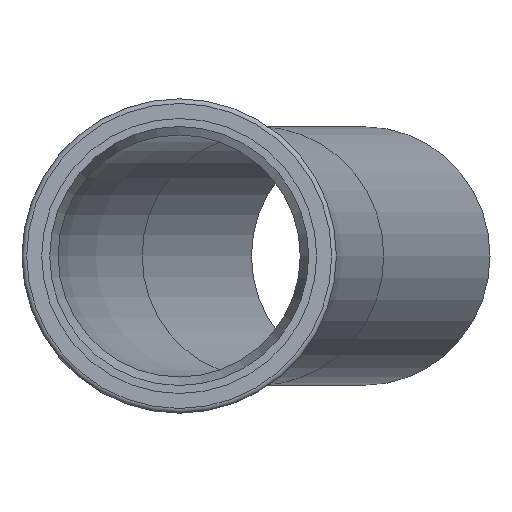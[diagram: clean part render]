
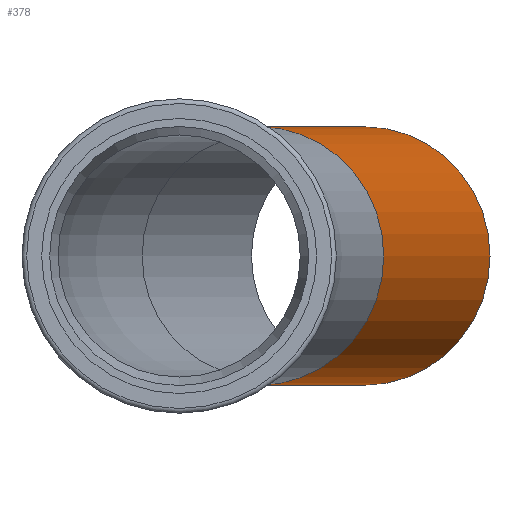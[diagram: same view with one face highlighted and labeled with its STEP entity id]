
A CAD part, left-side view. The second image highlights one B-rep face of the part: STEP entity #378.
In plain terms, the highlighted cylindrical face has radius 55 mm (diameter 110 mm), a full revolution.
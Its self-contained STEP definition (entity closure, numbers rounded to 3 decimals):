
#31=CYLINDRICAL_SURFACE('',#424,55.);
#42=FACE_OUTER_BOUND('',#65,.T.);
#65=EDGE_LOOP('',(#265,#266,#267,#268,#269,#270,#271));
#94=LINE('',#647,#107);
#107=VECTOR('',#500,55.);
#120=CIRCLE('',#422,55.);
#121=CIRCLE('',#423,55.);
#122=CIRCLE('',#425,55.);
#123=CIRCLE('',#426,55.);
#124=CIRCLE('',#427,55.);
#164=VERTEX_POINT('',#640);
#165=VERTEX_POINT('',#642);
#166=VERTEX_POINT('',#646);
#167=VERTEX_POINT('',#648);
#168=VERTEX_POINT('',#650);
#205=EDGE_CURVE('',#164,#165,#120,.T.);
#206=EDGE_CURVE('',#165,#164,#121,.T.);
#207=EDGE_CURVE('',#165,#166,#94,.T.);
#208=EDGE_CURVE('',#166,#167,#122,.T.);
#209=EDGE_CURVE('',#167,#168,#123,.T.);
#210=EDGE_CURVE('',#168,#166,#124,.T.);
#265=ORIENTED_EDGE('',*,*,#205,.F.);
#266=ORIENTED_EDGE('',*,*,#206,.F.);
#267=ORIENTED_EDGE('',*,*,#207,.T.);
#268=ORIENTED_EDGE('',*,*,#208,.T.);
#269=ORIENTED_EDGE('',*,*,#209,.T.);
#270=ORIENTED_EDGE('',*,*,#210,.T.);
#271=ORIENTED_EDGE('',*,*,#207,.F.);
#378=ADVANCED_FACE('',(#42),#31,.T.);
#422=AXIS2_PLACEMENT_3D('',#643,#494,#495);
#423=AXIS2_PLACEMENT_3D('',#644,#496,#497);
#424=AXIS2_PLACEMENT_3D('',#645,#498,#499);
#425=AXIS2_PLACEMENT_3D('',#649,#501,#502);
#426=AXIS2_PLACEMENT_3D('',#651,#503,#504);
#427=AXIS2_PLACEMENT_3D('',#652,#505,#506);
#494=DIRECTION('center_axis',(0.966,-0.259,0.));
#495=DIRECTION('ref_axis',(0.,0.,1.));
#496=DIRECTION('center_axis',(0.966,-0.259,0.));
#497=DIRECTION('ref_axis',(0.,0.,1.));
#498=DIRECTION('center_axis',(0.966,-0.259,0.));
#499=DIRECTION('ref_axis',(0.,0.,-1.));
#500=DIRECTION('',(-0.966,0.259,0.));
#501=DIRECTION('center_axis',(0.966,-0.259,0.));
#502=DIRECTION('ref_axis',(0.,0.,-1.));
#503=DIRECTION('center_axis',(0.966,-0.259,0.));
#504=DIRECTION('ref_axis',(0.,0.,-1.));
#505=DIRECTION('center_axis',(0.966,-0.259,0.));
#506=DIRECTION('ref_axis',(0.,0.,-1.));
#640=CARTESIAN_POINT('',(457.131,-79.368,-55.));
#642=CARTESIAN_POINT('',(457.131,-79.368,55.));
#643=CARTESIAN_POINT('Origin',(457.131,-79.368,0.));
#644=CARTESIAN_POINT('Origin',(457.131,-79.368,0.));
#645=CARTESIAN_POINT('Origin',(288.094,-34.074,0.));
#646=CARTESIAN_POINT('',(288.094,-34.074,55.));
#647=CARTESIAN_POINT('',(288.094,-34.074,55.));
#648=CARTESIAN_POINT('',(273.859,-87.2,0.));
#649=CARTESIAN_POINT('Origin',(288.094,-34.074,0.));
#650=CARTESIAN_POINT('',(288.094,-34.074,-55.));
#651=CARTESIAN_POINT('Origin',(288.094,-34.074,0.));
#652=CARTESIAN_POINT('Origin',(288.094,-34.074,0.));
